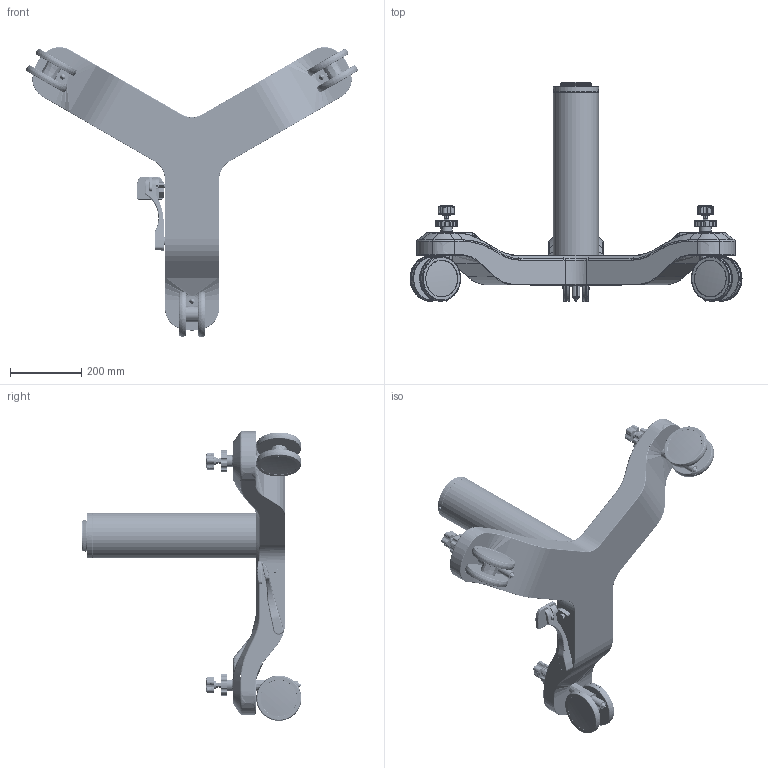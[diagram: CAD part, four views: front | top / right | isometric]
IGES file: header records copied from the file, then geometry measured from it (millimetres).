
Start section: SolidWorks IGES file using analytic representation for surfaces
Global section: file name: RS-F-24.IGS; native system: SolidWorks 2023; preprocessor: SolidWorks 2023; author: estack; date: 230801.094401; units: inch
Bounding box: 931.2 x 614.27 x 812.4 mm (x, y, z)
Surface area: 1223928.9 mm2 (no closed solid volume)
Topology: 0 solids, 0 shells, 1764 faces, 24106 edges, 24096 vertices
Faces by surface type: bspline 1005, revolution 759
